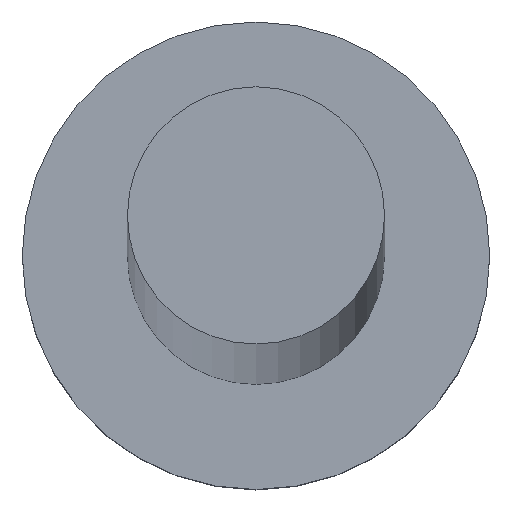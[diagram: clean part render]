
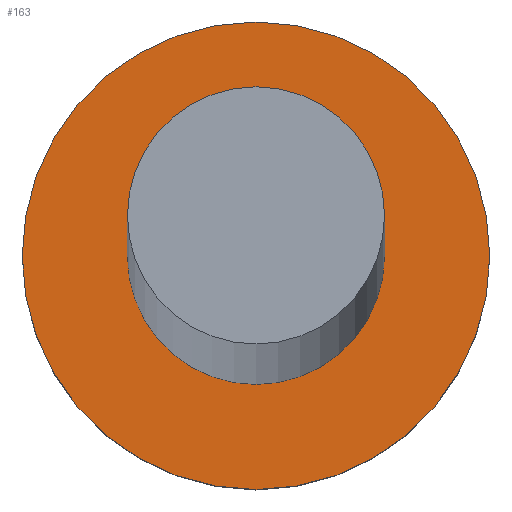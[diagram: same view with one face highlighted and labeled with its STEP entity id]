
A CAD part, top view. The second image highlights one B-rep face of the part: STEP entity #163.
In plain terms, the highlighted planar face has unit normal (0, 0, 1).
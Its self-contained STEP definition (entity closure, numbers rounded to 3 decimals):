
#1 = CARTESIAN_POINT ( 'NONE',  ( 0., 0., 5. ) ) ;
#2 = DIRECTION ( 'NONE',  ( 1., 0., 0. ) ) ;
#11 = EDGE_CURVE ( 'NONE', #56, #203, #76, .T. ) ;
#12 = EDGE_LOOP ( 'NONE', ( #233, #74 ) ) ;
#22 = EDGE_CURVE ( 'NONE', #75, #217, #60, .T. ) ;
#23 = DIRECTION ( 'NONE',  ( 1., 0., 0. ) ) ;
#24 = AXIS2_PLACEMENT_3D ( 'NONE', #1, #237, #2 ) ;
#28 = DIRECTION ( 'NONE',  ( 0., 0., 1. ) ) ;
#45 = DIRECTION ( 'NONE',  ( 1., 0., 0. ) ) ;
#56 = VERTEX_POINT ( 'NONE', #161 ) ;
#58 = DIRECTION ( 'NONE',  ( 1., 0., 0. ) ) ;
#60 = CIRCLE ( 'NONE', #209, 2.75 ) ;
#62 = EDGE_LOOP ( 'NONE', ( #137, #180 ) ) ;
#69 = AXIS2_PLACEMENT_3D ( 'NONE', #241, #191, #58 ) ;
#71 = DIRECTION ( 'NONE',  ( 1., 0., 0. ) ) ;
#74 = ORIENTED_EDGE ( 'NONE', *, *, #198, .F. ) ;
#75 = VERTEX_POINT ( 'NONE', #240 ) ;
#76 = CIRCLE ( 'NONE', #24, 5. ) ;
#80 = CARTESIAN_POINT ( 'NONE',  ( 0., 0., 5. ) ) ;
#82 = DIRECTION ( 'NONE',  ( 0., 0., 1. ) ) ;
#84 = CARTESIAN_POINT ( 'NONE',  ( 5., 0., 5. ) ) ;
#105 = FACE_OUTER_BOUND ( 'NONE', #62, .T. ) ;
#108 = CARTESIAN_POINT ( 'NONE',  ( 2.75, 0., 5. ) ) ;
#137 = ORIENTED_EDGE ( 'NONE', *, *, #11, .T. ) ;
#148 = PLANE ( 'NONE',  #69 ) ;
#153 = CIRCLE ( 'NONE', #206, 2.75 ) ;
#161 = CARTESIAN_POINT ( 'NONE',  ( -5., 0., 5. ) ) ;
#162 = DIRECTION ( 'NONE',  ( 0., 0., 1. ) ) ;
#163 = ADVANCED_FACE ( 'NONE', ( #236, #105 ), #148, .T. ) ;
#168 = CIRCLE ( 'NONE', #234, 5. ) ;
#180 = ORIENTED_EDGE ( 'NONE', *, *, #214, .T. ) ;
#191 = DIRECTION ( 'NONE',  ( 0., 0., 1. ) ) ;
#198 = EDGE_CURVE ( 'NONE', #217, #75, #153, .T. ) ;
#203 = VERTEX_POINT ( 'NONE', #84 ) ;
#206 = AXIS2_PLACEMENT_3D ( 'NONE', #225, #82, #45 ) ;
#209 = AXIS2_PLACEMENT_3D ( 'NONE', #80, #162, #23 ) ;
#214 = EDGE_CURVE ( 'NONE', #203, #56, #168, .T. ) ;
#217 = VERTEX_POINT ( 'NONE', #108 ) ;
#225 = CARTESIAN_POINT ( 'NONE',  ( 0., 0., 5. ) ) ;
#233 = ORIENTED_EDGE ( 'NONE', *, *, #22, .F. ) ;
#234 = AXIS2_PLACEMENT_3D ( 'NONE', #246, #28, #71 ) ;
#236 = FACE_BOUND ( 'NONE', #12, .T. ) ;
#237 = DIRECTION ( 'NONE',  ( 0., 0., 1. ) ) ;
#240 = CARTESIAN_POINT ( 'NONE',  ( -2.75, 0., 5. ) ) ;
#241 = CARTESIAN_POINT ( 'NONE',  ( 0., 0., 5. ) ) ;
#246 = CARTESIAN_POINT ( 'NONE',  ( 0., 0., 5. ) ) ;
